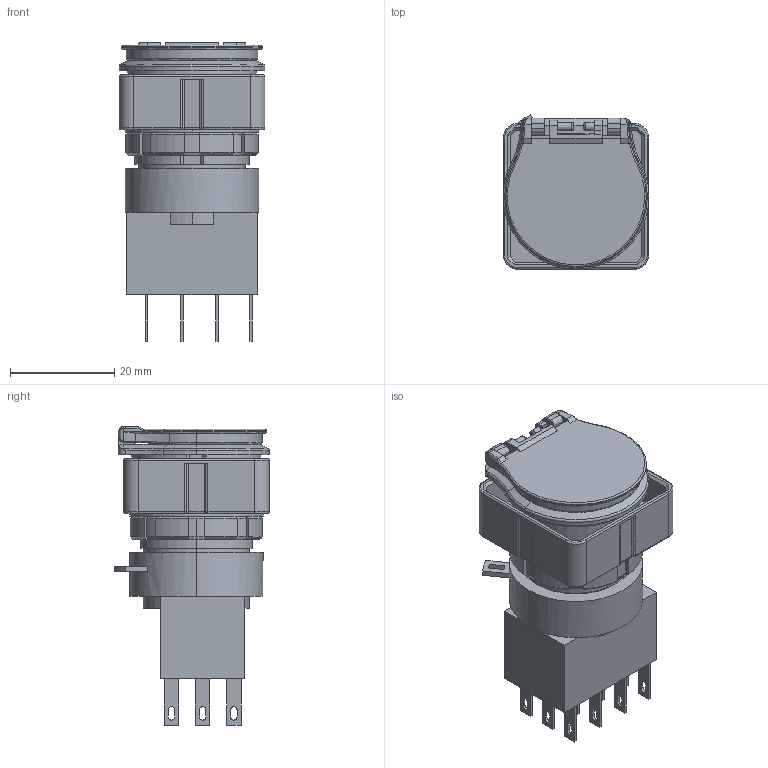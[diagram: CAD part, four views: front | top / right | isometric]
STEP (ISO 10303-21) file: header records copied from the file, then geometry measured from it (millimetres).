
FILE_DESCRIPTION (( 'STEP AP214' ), '1' );
FILE_NAME ('334_LW6GL-[M][A]1Cx$$.STEP', '2021-04-28T05:21:24', ( 'IDEC' ), ( 'IDEC' ), 'SwSTEP 2.0', 'SolidWorks 2019', '' );
FILE_SCHEMA (( 'AUTOMOTIVE_DESIGN' ));
Length unit declared in the file: millimetre
Products named in the file (6): 334_LW6GL-[M][A]1Cx$$; LW6GL-M(A)1; LW-C[3][7]0; LW-FL-KEEP-BOARD; LW-LOCK-NUT; LW-FL-GUARD-COVER-M
Assembly tree (5 placements, depth 2):
  334_LW6GL-[M][A]1Cx$$
    LW6GL-M(A)1
    LW-FL-KEEP-BOARD
    LW-LOCK-NUT
    LW-C[3][7]0
    LW-FL-GUARD-COVER-M
Bounding box: 28 x 29.7 x 57.4 mm (x, y, z)
Volume: 23434.4 mm3; surface area: 14441.3 mm2
Topology: 6 solids, 6 shells, 636 faces, 1647 edges, 1041 vertices
Faces by surface type: plane 299, cylinder 201, bspline 89, cone 47
Entity records: 22746 total; most frequent: CARTESIAN_POINT 6436, ORIENTED_EDGE 3270, DIRECTION 2983, EDGE_CURVE 1635, VERTEX_POINT 1041, AXIS2_PLACEMENT_3D 1029, VECTOR 925, LINE 925
